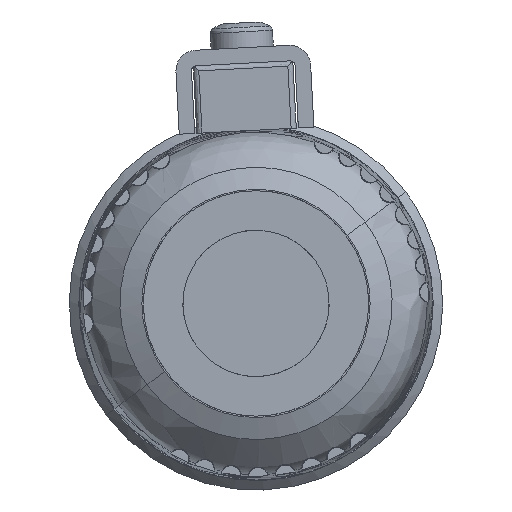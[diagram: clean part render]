
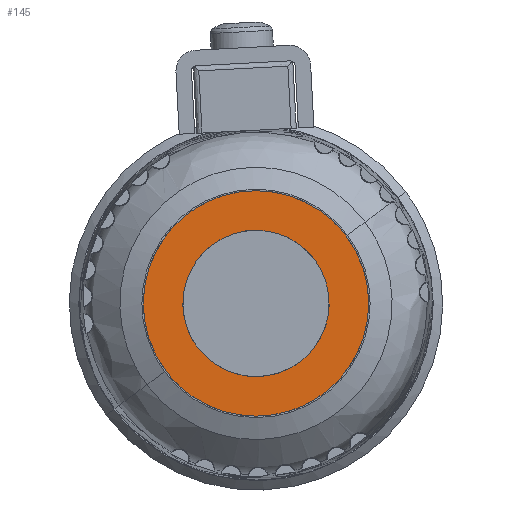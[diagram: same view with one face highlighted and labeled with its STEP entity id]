
A CAD part, front view. The second image highlights one B-rep face of the part: STEP entity #145.
In plain terms, the highlighted planar face has unit normal (0, -1, 0).
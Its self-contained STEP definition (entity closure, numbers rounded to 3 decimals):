
#36=FACE_BOUND('',#502,.T.);
#145=ADVANCED_FACE('',(#320,#36),#2816,.T.);
#320=FACE_OUTER_BOUND('',#501,.T.);
#501=EDGE_LOOP('',(#1187,#1188));
#502=EDGE_LOOP('',(#1189,#1190,#1191,#1192));
#1187=ORIENTED_EDGE('',*,*,#1896,.F.);
#1188=ORIENTED_EDGE('',*,*,#1895,.F.);
#1189=ORIENTED_EDGE('',*,*,#1914,.T.);
#1190=ORIENTED_EDGE('',*,*,#1910,.T.);
#1191=ORIENTED_EDGE('',*,*,#1980,.F.);
#1192=ORIENTED_EDGE('',*,*,#1911,.F.);
#1895=EDGE_CURVE('',#2745,#2744,#2138,.T.);
#1896=EDGE_CURVE('',#2744,#2745,#2139,.T.);
#1910=EDGE_CURVE('',#2755,#2743,#2151,.T.);
#1911=EDGE_CURVE('',#2742,#2763,#2152,.T.);
#1914=EDGE_CURVE('',#2742,#2755,#2154,.T.);
#1980=EDGE_CURVE('',#2763,#2743,#2187,.T.);
#2138=(
BOUNDED_CURVE()
B_SPLINE_CURVE(2,(#6737,#6738,#6739,#6740,#6741),.UNSPECIFIED.,.F.,.F.)
B_SPLINE_CURVE_WITH_KNOTS((3,2,3),(-68.235,-51.177,
-34.118),.UNSPECIFIED.)
CURVE()
GEOMETRIC_REPRESENTATION_ITEM()
RATIONAL_B_SPLINE_CURVE((1.,0.707,1.,0.707,1.))
REPRESENTATION_ITEM('')
);
#2139=(
BOUNDED_CURVE()
B_SPLINE_CURVE(2,(#6742,#6743,#6744,#6745,#6746),.UNSPECIFIED.,.F.,.F.)
B_SPLINE_CURVE_WITH_KNOTS((3,2,3),(-34.118,-17.059,
0.),.UNSPECIFIED.)
CURVE()
GEOMETRIC_REPRESENTATION_ITEM()
RATIONAL_B_SPLINE_CURVE((1.,0.707,1.,0.707,1.))
REPRESENTATION_ITEM('')
);
#2151=(
BOUNDED_CURVE()
B_SPLINE_CURVE(2,(#6800,#6801,#6802),.UNSPECIFIED.,.F.,.F.)
B_SPLINE_CURVE_WITH_KNOTS((3,3),(33.222,44.296),
 .UNSPECIFIED.)
CURVE()
GEOMETRIC_REPRESENTATION_ITEM()
RATIONAL_B_SPLINE_CURVE((1.,0.707,1.))
REPRESENTATION_ITEM('')
);
#2152=(
BOUNDED_CURVE()
B_SPLINE_CURVE(2,(#6803,#6804,#6805),.UNSPECIFIED.,.F.,.F.)
B_SPLINE_CURVE_WITH_KNOTS((3,3),(-22.148,-11.074),
 .UNSPECIFIED.)
CURVE()
GEOMETRIC_REPRESENTATION_ITEM()
RATIONAL_B_SPLINE_CURVE((1.,0.707,1.))
REPRESENTATION_ITEM('')
);
#2154=(
BOUNDED_CURVE()
B_SPLINE_CURVE(2,(#6811,#6812,#6813),.UNSPECIFIED.,.F.,.F.)
B_SPLINE_CURVE_WITH_KNOTS((3,3),(22.148,33.222),
 .UNSPECIFIED.)
CURVE()
GEOMETRIC_REPRESENTATION_ITEM()
RATIONAL_B_SPLINE_CURVE((1.,0.707,1.))
REPRESENTATION_ITEM('')
);
#2187=(
BOUNDED_CURVE()
B_SPLINE_CURVE(2,(#7774,#7775,#7776),.UNSPECIFIED.,.F.,.F.)
B_SPLINE_CURVE_WITH_KNOTS((3,3),(-11.074,0.),.UNSPECIFIED.)
CURVE()
GEOMETRIC_REPRESENTATION_ITEM()
RATIONAL_B_SPLINE_CURVE((1.,0.707,1.))
REPRESENTATION_ITEM('')
);
#2742=VERTEX_POINT('',#6309);
#2743=VERTEX_POINT('',#6310);
#2744=VERTEX_POINT('',#6311);
#2745=VERTEX_POINT('',#6312);
#2755=VERTEX_POINT('',#6322);
#2763=VERTEX_POINT('',#6330);
#2816=PLANE('',#3348);
#3348=AXIS2_PLACEMENT_3D('',#5495,#3442,$);
#3442=DIRECTION('',(0.,-1.,0.));
#5495=CARTESIAN_POINT('',(-13.044,0.,-13.044));
#6309=CARTESIAN_POINT('',(-7.05,0.,0.));
#6310=CARTESIAN_POINT('',(7.05,0.,0.));
#6311=CARTESIAN_POINT('',(0.,0.,10.86));
#6312=CARTESIAN_POINT('',(0.,0.,-10.86));
#6322=CARTESIAN_POINT('',(0.,0.,7.05));
#6330=CARTESIAN_POINT('',(0.,0.,-7.05));
#6737=CARTESIAN_POINT('',(0.,0.,-10.86));
#6738=CARTESIAN_POINT('',(-10.86,0.,-10.86));
#6739=CARTESIAN_POINT('',(-10.86,0.,0.));
#6740=CARTESIAN_POINT('',(-10.86,0.,10.86));
#6741=CARTESIAN_POINT('',(0.,0.,10.86));
#6742=CARTESIAN_POINT('',(0.,0.,10.86));
#6743=CARTESIAN_POINT('',(10.86,0.,10.86));
#6744=CARTESIAN_POINT('',(10.86,0.,0.));
#6745=CARTESIAN_POINT('',(10.86,0.,-10.86));
#6746=CARTESIAN_POINT('',(0.,0.,-10.86));
#6800=CARTESIAN_POINT('',(0.,0.,7.05));
#6801=CARTESIAN_POINT('',(7.05,0.,7.05));
#6802=CARTESIAN_POINT('',(7.05,0.,0.));
#6803=CARTESIAN_POINT('',(-7.05,0.,0.));
#6804=CARTESIAN_POINT('',(-7.05,0.,-7.05));
#6805=CARTESIAN_POINT('',(0.,0.,-7.05));
#6811=CARTESIAN_POINT('',(-7.05,0.,0.));
#6812=CARTESIAN_POINT('',(-7.05,0.,7.05));
#6813=CARTESIAN_POINT('',(0.,0.,7.05));
#7774=CARTESIAN_POINT('',(0.,0.,-7.05));
#7775=CARTESIAN_POINT('',(7.05,0.,-7.05));
#7776=CARTESIAN_POINT('',(7.05,0.,0.));
